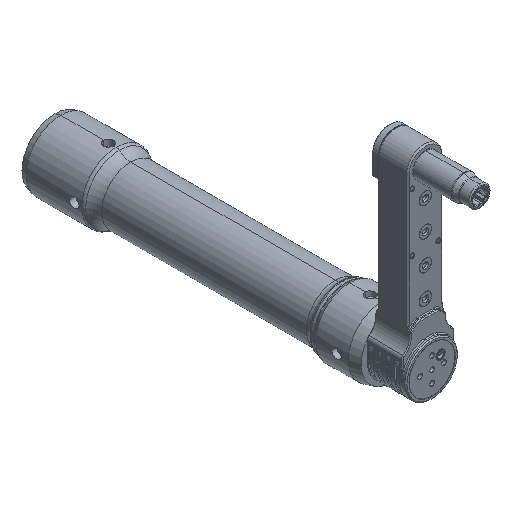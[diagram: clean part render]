
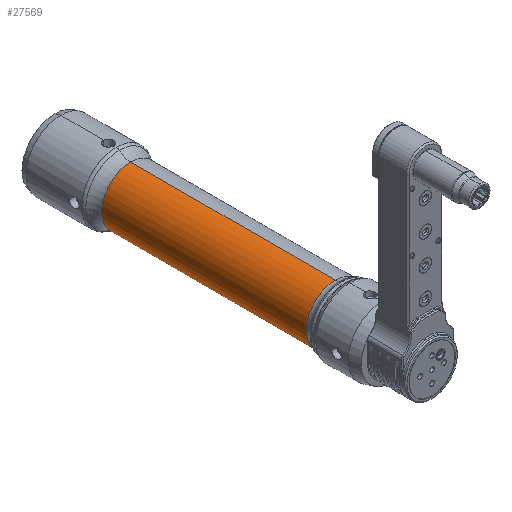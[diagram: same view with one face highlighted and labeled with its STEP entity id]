
A CAD part, isometric view. The second image highlights one B-rep face of the part: STEP entity #27569.
In plain terms, the highlighted cylindrical face has radius 13.25 mm (diameter 26.5 mm), a partial arc.
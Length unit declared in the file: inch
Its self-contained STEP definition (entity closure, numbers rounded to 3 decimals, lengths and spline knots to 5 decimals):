
#25880=CARTESIAN_POINT('',(0.,1.34674,-3.12835));
#25881=DIRECTION('',(0.,-1.,0.));
#25882=DIRECTION('',(0.,0.,1.));
#25883=AXIS2_PLACEMENT_3D('',#25880,#25881,#25882);
#25895=DIRECTION('',(0.,-1.,0.));
#25896=VECTOR('',#25895,3.68419);
#25897=CARTESIAN_POINT('',(0.,5.03093,-2.60669));
#25898=LINE('',#25897,#25896);
#25899=DIRECTION('',(0.,-1.,0.));
#25900=VECTOR('',#25899,3.68419);
#25901=CARTESIAN_POINT('',(0.,5.03093,-3.65));
#25902=LINE('',#25901,#25900);
#25903=CARTESIAN_POINT('',(0.,5.03093,-3.12835));
#25904=DIRECTION('',(0.,-1.,0.));
#25905=DIRECTION('',(0.,0.,1.));
#25906=AXIS2_PLACEMENT_3D('',#25903,#25904,#25905);
#27060=CARTESIAN_POINT('',(0.,5.03093,-2.60669));
#27061=VERTEX_POINT('',#27060);
#27062=CARTESIAN_POINT('',(0.,1.34674,-2.60669));
#27063=VERTEX_POINT('',#27062);
#27072=CARTESIAN_POINT('',(0.,5.03093,-3.65));
#27073=VERTEX_POINT('',#27072);
#27074=CARTESIAN_POINT('',(0.,1.34674,-3.65));
#27075=VERTEX_POINT('',#27074);
#27557=CARTESIAN_POINT('',(0.,0.62697,-3.12835));
#27558=DIRECTION('',(0.,1.,0.));
#27559=DIRECTION('',(0.,0.,-1.));
#27560=AXIS2_PLACEMENT_3D('',#27557,#27558,#27559);
#27561=CYLINDRICAL_SURFACE('',#27560,0.52165);
#27562=ORIENTED_EDGE('',*,*,#27547,.T.);
#27563=ORIENTED_EDGE('',*,*,#27524,.T.);
#27564=ORIENTED_EDGE('',*,*,#27551,.F.);
#27566=ORIENTED_EDGE('',*,*,#27565,.F.);
#27567=EDGE_LOOP('',(#27562,#27563,#27564,#27566));
#27568=FACE_OUTER_BOUND('',#27567,.F.);
#27569=ADVANCED_FACE('',(#27568),#27561,.T.);
#25884=CIRCLE('',#25883,0.52165);
#25907=CIRCLE('',#25906,0.52165);
#27524=EDGE_CURVE('',#27063,#27075,#25884,.T.);
#27547=EDGE_CURVE('',#27061,#27063,#25898,.T.);
#27551=EDGE_CURVE('',#27073,#27075,#25902,.T.);
#27565=EDGE_CURVE('',#27061,#27073,#25907,.T.);
